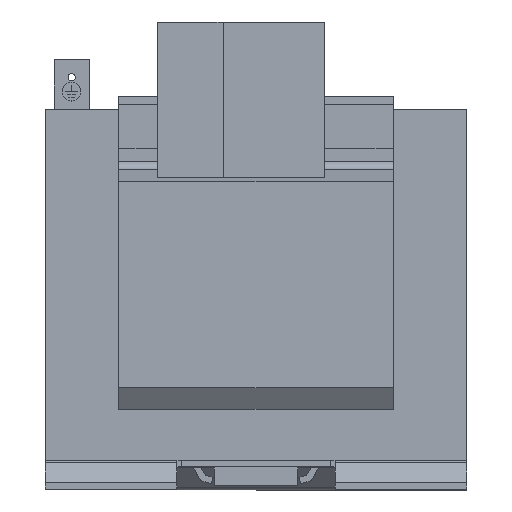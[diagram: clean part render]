
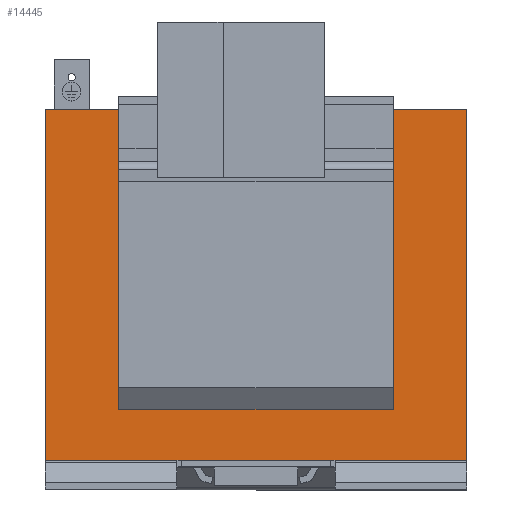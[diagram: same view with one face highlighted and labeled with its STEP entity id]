
A CAD part, top view. The second image highlights one B-rep face of the part: STEP entity #14445.
In plain terms, the highlighted planar face has unit normal (0, 0, 1).
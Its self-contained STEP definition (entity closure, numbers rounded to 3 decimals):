
#558 = EDGE_CURVE ( 'NONE', #2294, #12510, #4534, .T. ) ;
#627 = CARTESIAN_POINT ( 'NONE',  ( -48., -40., 22.75 ) ) ;
#658 = VERTEX_POINT ( 'NONE', #4684 ) ;
#688 = EDGE_CURVE ( 'NONE', #2999, #8360, #14661, .T. ) ;
#1382 = LINE ( 'NONE', #10165, #8929 ) ;
#1388 = VECTOR ( 'NONE', #13522, 1000. ) ;
#1697 = CARTESIAN_POINT ( 'NONE',  ( 31.25, 23.5, 22.75 ) ) ;
#1766 = DIRECTION ( 'NONE',  ( 1., 0., 0. ) ) ;
#1946 = CARTESIAN_POINT ( 'NONE',  ( 48., -40., 22.75 ) ) ;
#2294 = VERTEX_POINT ( 'NONE', #627 ) ;
#2303 = ORIENTED_EDGE ( 'NONE', *, *, #688, .F. ) ;
#2336 = CARTESIAN_POINT ( 'NONE',  ( 48., 40., 22.75 ) ) ;
#2338 = AXIS2_PLACEMENT_3D ( 'NONE', #11029, #7643, #1766 ) ;
#2665 = ORIENTED_EDGE ( 'NONE', *, *, #12227, .F. ) ;
#2785 = DIRECTION ( 'NONE',  ( -1., 0., 0. ) ) ;
#2792 = VERTEX_POINT ( 'NONE', #3880 ) ;
#2821 = VERTEX_POINT ( 'NONE', #1697 ) ;
#2944 = CARTESIAN_POINT ( 'NONE',  ( 0., -40., 22.75 ) ) ;
#2999 = VERTEX_POINT ( 'NONE', #10669 ) ;
#3880 = CARTESIAN_POINT ( 'NONE',  ( -31.25, 23.5, 22.75 ) ) ;
#4103 = ORIENTED_EDGE ( 'NONE', *, *, #13725, .T. ) ;
#4534 = LINE ( 'NONE', #2944, #1388 ) ;
#4684 = CARTESIAN_POINT ( 'NONE',  ( -31.25, -23.5, 22.75 ) ) ;
#4835 = DIRECTION ( 'NONE',  ( 0., -1., 0. ) ) ;
#4853 = EDGE_LOOP ( 'NONE', ( #13961, #2303, #11613, #5966 ) ) ;
#5731 = DIRECTION ( 'NONE',  ( 1., 0., 0. ) ) ;
#5966 = ORIENTED_EDGE ( 'NONE', *, *, #558, .T. ) ;
#6397 = VECTOR ( 'NONE', #5731, 1000. ) ;
#6814 = DIRECTION ( 'NONE',  ( 0., -1., 0. ) ) ;
#6819 = LINE ( 'NONE', #8649, #14340 ) ;
#7351 = EDGE_CURVE ( 'NONE', #8360, #12510, #9254, .T. ) ;
#7599 = EDGE_CURVE ( 'NONE', #658, #8006, #10538, .T. ) ;
#7643 = DIRECTION ( 'NONE',  ( 0., 0., 1. ) ) ;
#8006 = VERTEX_POINT ( 'NONE', #8666 ) ;
#8156 = VECTOR ( 'NONE', #4835, 1000. ) ;
#8360 = VERTEX_POINT ( 'NONE', #2336 ) ;
#8396 = CARTESIAN_POINT ( 'NONE',  ( 48., 0., 22.75 ) ) ;
#8649 = CARTESIAN_POINT ( 'NONE',  ( 31.25, 23.5, 22.75 ) ) ;
#8666 = CARTESIAN_POINT ( 'NONE',  ( 31.25, -23.5, 22.75 ) ) ;
#8758 = LINE ( 'NONE', #11868, #13346 ) ;
#8915 = FACE_BOUND ( 'NONE', #9614, .T. ) ;
#8929 = VECTOR ( 'NONE', #12520, 1000. ) ;
#9254 = LINE ( 'NONE', #8396, #8156 ) ;
#9614 = EDGE_LOOP ( 'NONE', ( #2665, #4103, #12666, #14988 ) ) ;
#10165 = CARTESIAN_POINT ( 'NONE',  ( -48., 0., 22.75 ) ) ;
#10246 = CARTESIAN_POINT ( 'NONE',  ( -31.25, 27.9, 22.75 ) ) ;
#10393 = CARTESIAN_POINT ( 'NONE',  ( 0., 40., 22.75 ) ) ;
#10538 = LINE ( 'NONE', #15063, #12918 ) ;
#10669 = CARTESIAN_POINT ( 'NONE',  ( -48., 40., 22.75 ) ) ;
#10989 = LINE ( 'NONE', #10246, #13924 ) ;
#11029 = CARTESIAN_POINT ( 'NONE',  ( 0., 0., 22.75 ) ) ;
#11586 = DIRECTION ( 'NONE',  ( 1., 0., 0. ) ) ;
#11613 = ORIENTED_EDGE ( 'NONE', *, *, #13974, .T. ) ;
#11661 = FACE_OUTER_BOUND ( 'NONE', #4853, .T. ) ;
#11868 = CARTESIAN_POINT ( 'NONE',  ( 31.25, 27.9, 22.75 ) ) ;
#12227 = EDGE_CURVE ( 'NONE', #2821, #2792, #6819, .T. ) ;
#12510 = VERTEX_POINT ( 'NONE', #1946 ) ;
#12520 = DIRECTION ( 'NONE',  ( 0., -1., 0. ) ) ;
#12666 = ORIENTED_EDGE ( 'NONE', *, *, #7599, .F. ) ;
#12918 = VECTOR ( 'NONE', #11586, 1000. ) ;
#13346 = VECTOR ( 'NONE', #14348, 1000. ) ;
#13460 = EDGE_CURVE ( 'NONE', #2792, #658, #10989, .T. ) ;
#13522 = DIRECTION ( 'NONE',  ( 1., 0., 0. ) ) ;
#13725 = EDGE_CURVE ( 'NONE', #2821, #8006, #8758, .T. ) ;
#13924 = VECTOR ( 'NONE', #6814, 1000. ) ;
#13961 = ORIENTED_EDGE ( 'NONE', *, *, #7351, .F. ) ;
#13974 = EDGE_CURVE ( 'NONE', #2999, #2294, #1382, .T. ) ;
#14340 = VECTOR ( 'NONE', #2785, 1000. ) ;
#14348 = DIRECTION ( 'NONE',  ( 0., -1., 0. ) ) ;
#14445 = ADVANCED_FACE ( 'NONE', ( #8915, #11661 ), #14693, .T. ) ;
#14661 = LINE ( 'NONE', #10393, #6397 ) ;
#14693 = PLANE ( 'NONE',  #2338 ) ;
#14988 = ORIENTED_EDGE ( 'NONE', *, *, #13460, .F. ) ;
#15063 = CARTESIAN_POINT ( 'NONE',  ( 31.25, -23.5, 22.75 ) ) ;
